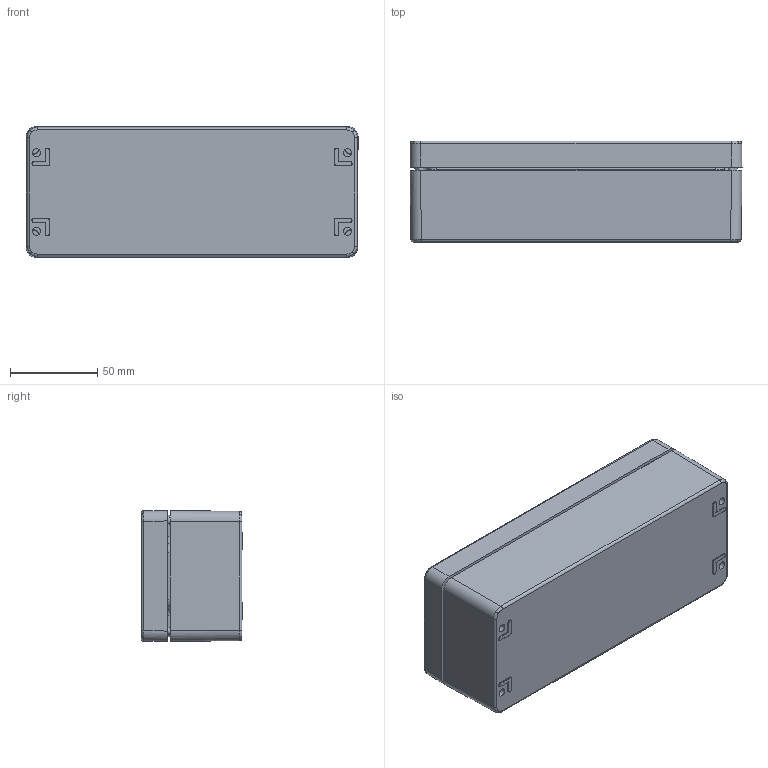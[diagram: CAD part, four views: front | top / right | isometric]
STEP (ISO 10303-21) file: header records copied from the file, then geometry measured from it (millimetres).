
FILE_DESCRIPTION(/* description */ ('Polyester-Gehäuse 190x75x55 mm'),/* implementation_level */ '2;1');
FILE_NAME(/* name */ '07190806010-RST.stp',/* time_stamp */ '2021-09-02T14:23:37+02:00',/* author */ ('sl'),/* organization */ (''),/* preprocessor_version */ 'ST-DEVELOPER v16.5',/* originating_system */ 'Autodesk Inventor 2017',/* authorisation */ '');
FILE_SCHEMA (('AUTOMOTIVE_DESIGN { 1 0 10303 214 3 1 1 }'));
Length unit declared in the file: millimetre
Products named in the file (8): 07_190806_010; 07_190806_010_1; Dichtlippe-Polyester-Gehäuse-09-BT-0002-07_190806_
010; 07_190806_010_2; 86221_Standard; 21234-Unterteil_Standard; 86223_Standard; 07_190806_010_3
Assembly tree (14 placements, depth 3):
  07_190806_010
    07_190806_010_1
    Dichtlippe-Polyester-Gehäuse-09-BT-0002-07_190806_
010
    07_190806_010_3  x4
    07_190806_010_2
      86223_Standard  x4
      86221_Standard  x2
      21234-Unterteil_Standard
Bounding box: 190 x 58.2 x 75 mm (x, y, z)
Volume: 275099.5 mm3; surface area: 124357.9 mm2
Topology: 13 solids, 13 shells, 787 faces, 1891 edges, 1150 vertices
Faces by surface type: plane 251, cylinder 176, bspline 148, cone 116, torus 92, sphere 4
Full cylindrical faces by diameter (mm): 3.3 x6, 3.5 x8, 3.52 x4, 4 x4, 5 x6, 5.5 x4
Entity records: 20608 total; most frequent: CARTESIAN_POINT 6806, DIRECTION 2958, ORIENTED_EDGE 2748, EDGE_CURVE 1374, AXIS2_PLACEMENT_3D 1251, VERTEX_POINT 864, EDGE_LOOP 742, FACE_OUTER_BOUND 623
